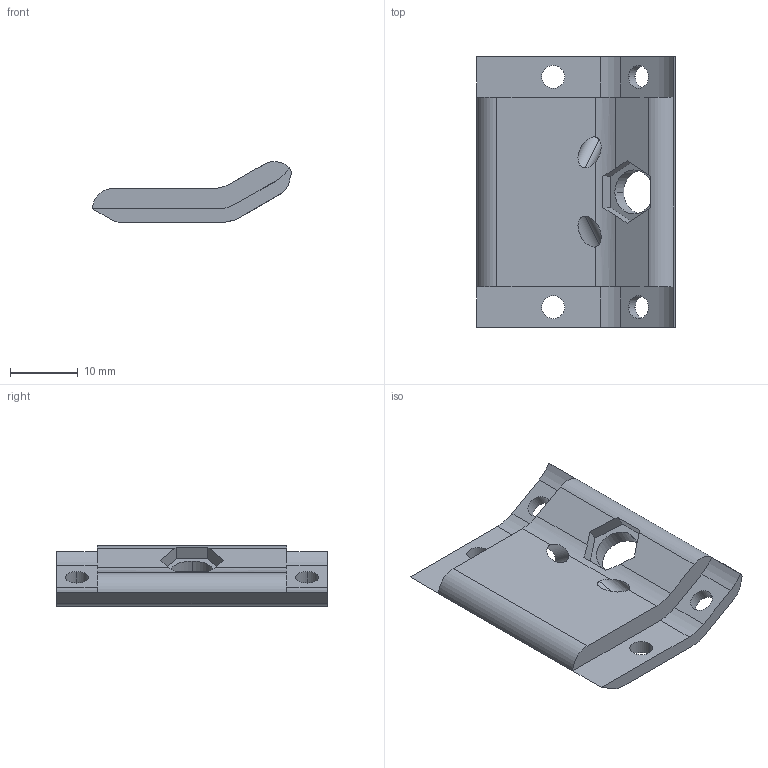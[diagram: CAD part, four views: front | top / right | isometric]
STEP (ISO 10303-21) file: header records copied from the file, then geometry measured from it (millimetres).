
FILE_DESCRIPTION (( 'STEP AP214' ), '1' );
FILE_NAME ('antennamount_hexsma.step', '2018-05-28T10:06:08', ( 'AuE Kassel' ), ( 'AuE Kassel GmbH' ), 'SwSTEP 2.0', 'SolidWorks 2018', '' );
FILE_SCHEMA (( 'AUTOMOTIVE_DESIGN' ));
Length unit declared in the file: millimetre
Products named in the file (1): antennamount_hexsma
Bounding box: 29.34 x 40 x 9 mm (x, y, z)
Volume: 4267.4 mm3; surface area: 3062.3 mm2
Topology: 1 solids, 1 shells, 51 faces, 157 edges, 104 vertices
Faces by surface type: cylinder 25, plane 24, cone 2
Entity records: 1957 total; most frequent: CARTESIAN_POINT 505, ORIENTED_EDGE 314, DIRECTION 285, EDGE_CURVE 157, VERTEX_POINT 104, AXIS2_PLACEMENT_3D 100, LINE 85, VECTOR 85
